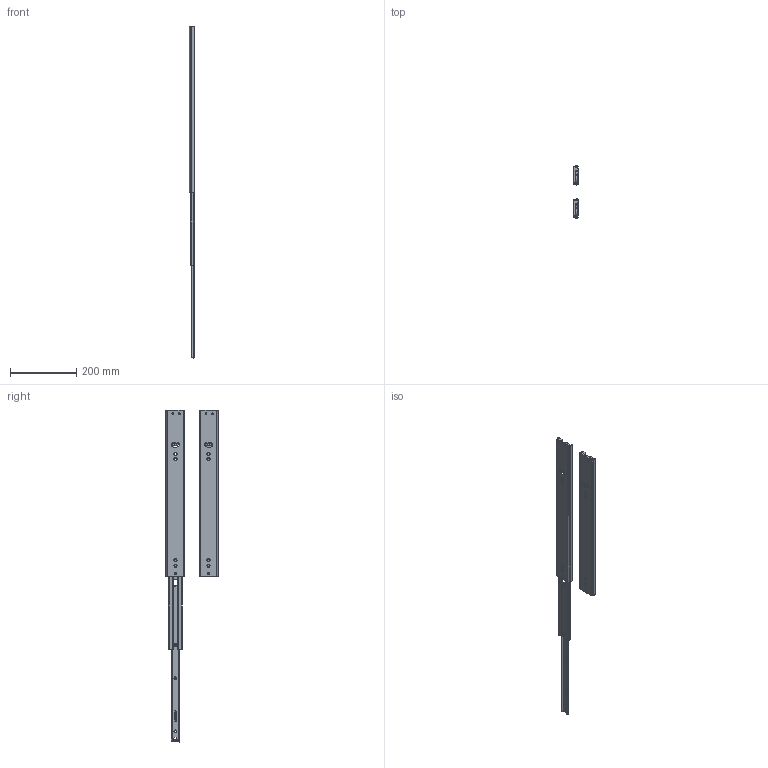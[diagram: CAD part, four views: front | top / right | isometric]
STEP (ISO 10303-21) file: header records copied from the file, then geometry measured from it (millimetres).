
FILE_DESCRIPTION(/* description */ ('Vollauszug Serie 038 500x500'),/* implementation_level */ '2;1');
FILE_NAME(/* name */ '07000920004.stp',/* time_stamp */ '2022-12-05T14:14:50+01:00',/* author */ ('Dennis Bruder'),/* organization */ (''),/* preprocessor_version */ 'ST-DEVELOPER v18.1',/* originating_system */ 'Autodesk Inventor 2022',/* authorisation */ '');
FILE_SCHEMA (('AUTOMOTIVE_DESIGN { 1 0 10303 214 3 1 1 }'));
Products named in the file (1): 07000920004
Bounding box: 17.5 x 157.4 x 999.19 mm (x, y, z)
Volume: 395333.3 mm3; surface area: 406253.9 mm2
Topology: 6 solids, 6 shells, 2484 faces, 6817 edges, 4314 vertices
Faces by surface type: cylinder 1057, plane 988, bspline 139, cone 139, torus 114, sphere 47
Full cylindrical faces by diameter (mm): 2.58 x2, 2.787 x2, 4 x6, 4.2 x4, 4.5 x2, 4.6 x6, 6.1 x2, 8.5 x2
Entity records: 88617 total; most frequent: CARTESIAN_POINT 22995, ORIENTED_EDGE 13520, DIRECTION 13196, EDGE_CURVE 6760, AXIS2_PLACEMENT_3D 4796, VERTEX_POINT 4314, LINE 3604, VECTOR 3604
